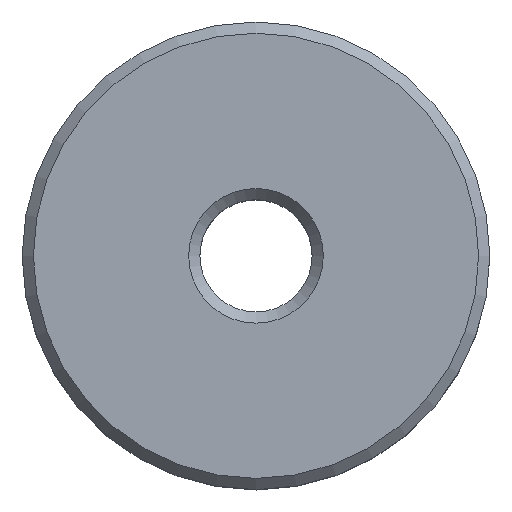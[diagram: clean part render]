
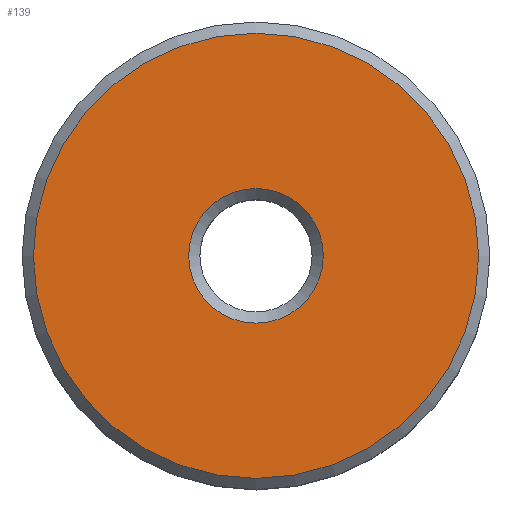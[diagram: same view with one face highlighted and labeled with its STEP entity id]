
A CAD part, top view. The second image highlights one B-rep face of the part: STEP entity #139.
In plain terms, the highlighted planar face has unit normal (0, 0, 1).
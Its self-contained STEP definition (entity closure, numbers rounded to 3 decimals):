
#19=FACE_BOUND('',#39,.T.);
#23=PLANE('',#166);
#28=FACE_OUTER_BOUND('',#38,.T.);
#38=EDGE_LOOP('',(#107));
#39=EDGE_LOOP('',(#108));
#63=CIRCLE('',#163,5.95);
#66=CIRCLE('',#167,1.8);
#74=VERTEX_POINT('',#235);
#77=VERTEX_POINT('',#243);
#85=EDGE_CURVE('',#74,#74,#63,.T.);
#89=EDGE_CURVE('',#77,#77,#66,.T.);
#107=ORIENTED_EDGE('',*,*,#85,.F.);
#108=ORIENTED_EDGE('',*,*,#89,.F.);
#139=ADVANCED_FACE('',(#28,#19),#23,.T.);
#163=AXIS2_PLACEMENT_3D('',#236,#187,#188);
#166=AXIS2_PLACEMENT_3D('',#242,#194,#195);
#167=AXIS2_PLACEMENT_3D('',#244,#196,#197);
#187=DIRECTION('center_axis',(0.,0.,-1.));
#188=DIRECTION('ref_axis',(-1.,0.,0.));
#194=DIRECTION('center_axis',(0.,0.,1.));
#195=DIRECTION('ref_axis',(1.,0.,0.));
#196=DIRECTION('center_axis',(0.,0.,1.));
#197=DIRECTION('ref_axis',(1.,0.,0.));
#235=CARTESIAN_POINT('',(5.95,0.,5.5));
#236=CARTESIAN_POINT('Origin',(0.,0.,5.5));
#242=CARTESIAN_POINT('Origin',(0.,0.,5.5));
#243=CARTESIAN_POINT('',(-1.8,0.,5.5));
#244=CARTESIAN_POINT('Origin',(0.,0.,5.5));
